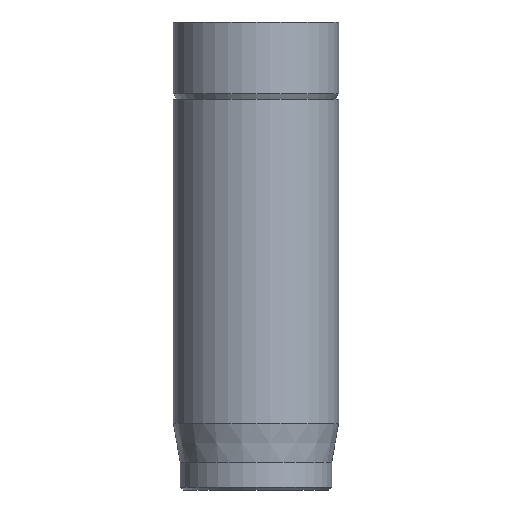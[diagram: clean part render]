
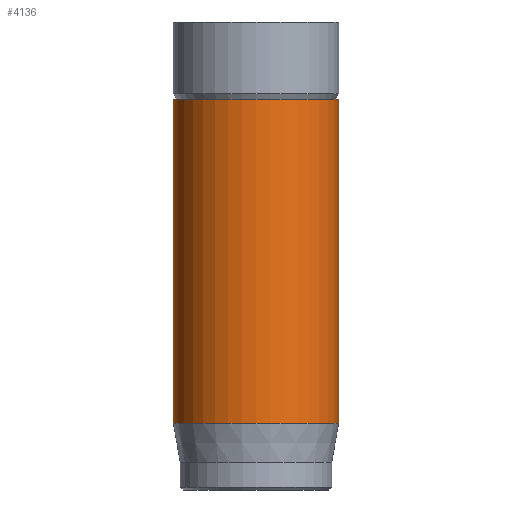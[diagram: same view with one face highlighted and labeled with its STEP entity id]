
A CAD part, front view. The second image highlights one B-rep face of the part: STEP entity #4136.
In plain terms, the highlighted cylindrical face has radius 3 mm (diameter 6 mm), a full revolution.
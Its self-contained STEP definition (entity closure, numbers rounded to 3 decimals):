
#556=CYLINDRICAL_SURFACE('',#4458,3.);
#569=FACE_OUTER_BOUND('',#811,.T.);
#811=EDGE_LOOP('',(#2882,#2883,#2884,#2885,#2886));
#1070=LINE('',#5213,#1413);
#1413=VECTOR('',#4625,3.);
#1753=CIRCLE('',#4440,3.);
#1762=CIRCLE('',#4456,3.);
#1763=CIRCLE('',#4457,3.);
#1775=VERTEX_POINT('',#5177);
#1784=VERTEX_POINT('',#5207);
#1785=VERTEX_POINT('',#5208);
#2203=EDGE_CURVE('',#1775,#1775,#1753,.T.);
#2217=EDGE_CURVE('',#1784,#1785,#1762,.T.);
#2218=EDGE_CURVE('',#1785,#1784,#1763,.T.);
#2220=EDGE_CURVE('',#1775,#1784,#1070,.T.);
#2882=ORIENTED_EDGE('',*,*,#2203,.T.);
#2883=ORIENTED_EDGE('',*,*,#2220,.T.);
#2884=ORIENTED_EDGE('',*,*,#2217,.T.);
#2885=ORIENTED_EDGE('',*,*,#2218,.T.);
#2886=ORIENTED_EDGE('',*,*,#2220,.F.);
#4136=ADVANCED_FACE('',(#569),#556,.T.);
#4440=AXIS2_PLACEMENT_3D('',#5178,#4581,#4582);
#4456=AXIS2_PLACEMENT_3D('',#5209,#4618,#4619);
#4457=AXIS2_PLACEMENT_3D('',#5210,#4620,#4621);
#4458=AXIS2_PLACEMENT_3D('',#5212,#4623,#4624);
#4581=DIRECTION('center_axis',(0.,0.,-1.));
#4582=DIRECTION('ref_axis',(-1.,0.,0.));
#4618=DIRECTION('center_axis',(0.,0.,1.));
#4619=DIRECTION('ref_axis',(-1.,0.,0.));
#4620=DIRECTION('center_axis',(0.,0.,1.));
#4621=DIRECTION('ref_axis',(-1.,0.,0.));
#4623=DIRECTION('center_axis',(0.,0.,1.));
#4624=DIRECTION('ref_axis',(-1.,0.,0.));
#4625=DIRECTION('',(0.,0.,-1.));
#5177=CARTESIAN_POINT('',(3.,0.,14.2));
#5178=CARTESIAN_POINT('Origin',(0.,0.,14.2));
#5207=CARTESIAN_POINT('',(3.,0.,2.418));
#5208=CARTESIAN_POINT('',(-3.,0.,2.418));
#5209=CARTESIAN_POINT('Origin',(0.,0.,2.418));
#5210=CARTESIAN_POINT('Origin',(0.,0.,2.418));
#5212=CARTESIAN_POINT('Origin',(0.,0.,0.));
#5213=CARTESIAN_POINT('',(3.,0.,0.));
